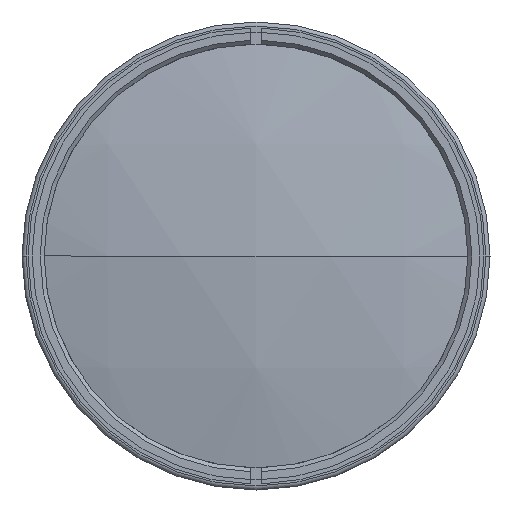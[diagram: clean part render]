
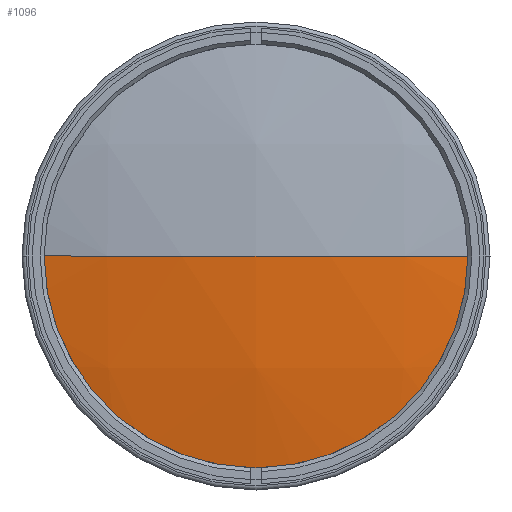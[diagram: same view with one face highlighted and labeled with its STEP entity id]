
A CAD part, left-side view. The second image highlights one B-rep face of the part: STEP entity #1096.
In plain terms, the highlighted spherical face has radius 252 mm.
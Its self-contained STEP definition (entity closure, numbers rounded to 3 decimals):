
#228 = CARTESIAN_POINT ( 'NONE',  ( 19.496, 0., 0. ) ) ;
#253 = DIRECTION ( 'NONE',  ( 0., -1., 0. ) ) ;
#339 = EDGE_CURVE ( 'NONE', #2679, #546, #2052, .T. ) ;
#511 = DIRECTION ( 'NONE',  ( 0., 1., 0. ) ) ;
#546 = VERTEX_POINT ( 'NONE', #2357 ) ;
#708 = DIRECTION ( 'NONE',  ( 0., 0., 1. ) ) ;
#893 = CARTESIAN_POINT ( 'NONE',  ( 19.496, 0., 0. ) ) ;
#951 = DIRECTION ( 'NONE',  ( 0., 1., 0. ) ) ;
#952 = AXIS2_PLACEMENT_3D ( 'NONE', #2561, #2199, #253 ) ;
#1096 = ADVANCED_FACE ( 'NONE', ( #2902 ), #4218, .T. ) ;
#1123 = EDGE_LOOP ( 'NONE', ( #1166, #3681, #1901 ) ) ;
#1166 = ORIENTED_EDGE ( 'NONE', *, *, #4109, .T. ) ;
#1180 = CIRCLE ( 'NONE', #2414, 55. ) ;
#1901 = ORIENTED_EDGE ( 'NONE', *, *, #339, .F. ) ;
#2052 = CIRCLE ( 'NONE', #952, 252. ) ;
#2199 = DIRECTION ( 'NONE',  ( 0., 0., 1. ) ) ;
#2258 = VERTEX_POINT ( 'NONE', #2676 ) ;
#2345 = DIRECTION ( 'NONE',  ( -1., 0., 0. ) ) ;
#2357 = CARTESIAN_POINT ( 'NONE',  ( -232.504, 0., 0. ) ) ;
#2414 = AXIS2_PLACEMENT_3D ( 'NONE', #3979, #2345, #708 ) ;
#2455 = CARTESIAN_POINT ( 'NONE',  ( -226.429, 55., 0. ) ) ;
#2561 = CARTESIAN_POINT ( 'NONE',  ( 19.496, 0., 0. ) ) ;
#2676 = CARTESIAN_POINT ( 'NONE',  ( -226.429, -55., 0. ) ) ;
#2679 = VERTEX_POINT ( 'NONE', #2455 ) ;
#2830 = DIRECTION ( 'NONE',  ( 0., 0., -1. ) ) ;
#2902 = FACE_OUTER_BOUND ( 'NONE', #1123, .T. ) ;
#3238 = AXIS2_PLACEMENT_3D ( 'NONE', #893, #3912, #951 ) ;
#3307 = AXIS2_PLACEMENT_3D ( 'NONE', #228, #2830, #511 ) ;
#3525 = CIRCLE ( 'NONE', #3307, 252. ) ;
#3610 = EDGE_CURVE ( 'NONE', #2258, #546, #3525, .T. ) ;
#3681 = ORIENTED_EDGE ( 'NONE', *, *, #3610, .T. ) ;
#3912 = DIRECTION ( 'NONE',  ( 0., 0., -1. ) ) ;
#3979 = CARTESIAN_POINT ( 'NONE',  ( -226.429, 0., 0. ) ) ;
#4109 = EDGE_CURVE ( 'NONE', #2679, #2258, #1180, .T. ) ;
#4218 = SPHERICAL_SURFACE ( 'NONE', #3238, 252. ) ;
